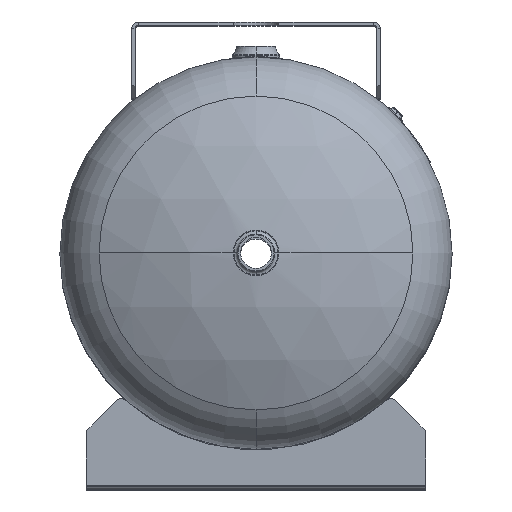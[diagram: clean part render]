
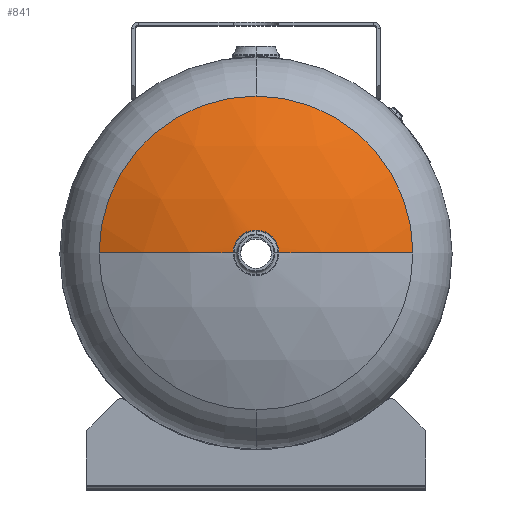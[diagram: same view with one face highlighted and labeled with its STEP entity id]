
A CAD part, top view. The second image highlights one B-rep face of the part: STEP entity #841.
In plain terms, the highlighted spherical face has radius 685.8 mm.
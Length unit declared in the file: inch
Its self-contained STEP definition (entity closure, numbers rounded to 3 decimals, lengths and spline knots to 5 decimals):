
#259 = EDGE_CURVE ( 'NONE', #2075, #2063, #1459, .T. ) ;
#351 = EDGE_CURVE ( 'NONE', #2073, #2070, #2752, .T. ) ;
#352 = EDGE_CURVE ( 'NONE', #2075, #2077, #2748, .T. ) ;
#380 = EDGE_CURVE ( 'NONE', #2077, #2073, #2802, .T. ) ;
#382 = EDGE_CURVE ( 'NONE', #2070, #2063, #2810, .T. ) ;
#841 = ADVANCED_FACE ( 'NONE', ( #5144 ), #5145, .T. ) ;
#1453 = AXIS2_PLACEMENT_3D ( 'NONE', #2178, #2179, #2180 ) ;
#1459 = CIRCLE ( 'NONE', #1453, 27. ) ;
#1653 = ORIENTED_EDGE ( 'NONE', *, *, #351, .F. ) ;
#1654 = ORIENTED_EDGE ( 'NONE', *, *, #382, .F. ) ;
#1655 = ORIENTED_EDGE ( 'NONE', *, *, #259, .T. ) ;
#1736 = ORIENTED_EDGE ( 'NONE', *, *, #352, .F. ) ;
#1738 = ORIENTED_EDGE ( 'NONE', *, *, #380, .F. ) ;
#2063 = VERTEX_POINT ( 'NONE', #5408 ) ;
#2070 = VERTEX_POINT ( 'NONE', #5415 ) ;
#2073 = VERTEX_POINT ( 'NONE', #5418 ) ;
#2075 = VERTEX_POINT ( 'NONE', #5420 ) ;
#2077 = VERTEX_POINT ( 'NONE', #5422 ) ;
#2178 = CARTESIAN_POINT ( 'NONE',  ( 0., 0., 9. ) ) ;
#2179 = DIRECTION ( 'NONE',  ( 0., 1., 0. ) ) ;
#2180 = DIRECTION ( 'NONE',  ( 0., 0., 1. ) ) ;
#2619 = CARTESIAN_POINT ( 'NONE',  ( 0., 0., 33.18677 ) ) ;
#2620 = DIRECTION ( 'NONE',  ( 0., 0., -1. ) ) ;
#2621 = DIRECTION ( 'NONE',  ( 0., 1., 0. ) ) ;
#2622 = CARTESIAN_POINT ( 'NONE',  ( 0., 0., 35.96157 ) ) ;
#2623 = DIRECTION ( 'NONE',  ( 0., 0., 1. ) ) ;
#2624 = DIRECTION ( 'NONE',  ( -1., 0., 0. ) ) ;
#2748 = CIRCLE ( 'NONE', #2757, 1.44 ) ;
#2752 = CIRCLE ( 'NONE', #2755, 12. ) ;
#2755 = AXIS2_PLACEMENT_3D ( 'NONE', #2619, #2620, #2621 ) ;
#2757 = AXIS2_PLACEMENT_3D ( 'NONE', #2622, #2623, #2624 ) ;
#2802 = CIRCLE ( 'NONE', #2809, 27. ) ;
#2809 = AXIS2_PLACEMENT_3D ( 'NONE', #5986, #5987, #5988 ) ;
#2810 = CIRCLE ( 'NONE', #2813, 12. ) ;
#2813 = AXIS2_PLACEMENT_3D ( 'NONE', #5993, #5994, #5995 ) ;
#4554 = EDGE_LOOP ( 'NONE', ( #1738, #1736, #1655, #1654, #1653 ) ) ;
#5141 = CARTESIAN_POINT ( 'NONE',  ( 0., 0., 9. ) ) ;
#5144 = FACE_OUTER_BOUND ( 'NONE', #4554, .T. ) ;
#5145 = SPHERICAL_SURFACE ( 'NONE', #5752, 27. ) ;
#5148 = DIRECTION ( 'NONE',  ( 0., -1., 0. ) ) ;
#5149 = DIRECTION ( 'NONE',  ( 1., 0., 0. ) ) ;
#5408 = CARTESIAN_POINT ( 'NONE',  ( 12., 0., 33.18677 ) ) ;
#5415 = CARTESIAN_POINT ( 'NONE',  ( 0., 12., 33.18677 ) ) ;
#5418 = CARTESIAN_POINT ( 'NONE',  ( -12., 0., 33.18677 ) ) ;
#5420 = CARTESIAN_POINT ( 'NONE',  ( 1.44, 0., 35.96157 ) ) ;
#5422 = CARTESIAN_POINT ( 'NONE',  ( -1.44, 0., 35.96157 ) ) ;
#5752 = AXIS2_PLACEMENT_3D ( 'NONE', #5141, #5148, #5149 ) ;
#5986 = CARTESIAN_POINT ( 'NONE',  ( 0., 0., 9. ) ) ;
#5987 = DIRECTION ( 'NONE',  ( 0., -1., 0. ) ) ;
#5988 = DIRECTION ( 'NONE',  ( 1., 0., 0. ) ) ;
#5993 = CARTESIAN_POINT ( 'NONE',  ( 0., 0., 33.18677 ) ) ;
#5994 = DIRECTION ( 'NONE',  ( 0., 0., -1. ) ) ;
#5995 = DIRECTION ( 'NONE',  ( 0., 1., 0. ) ) ;
